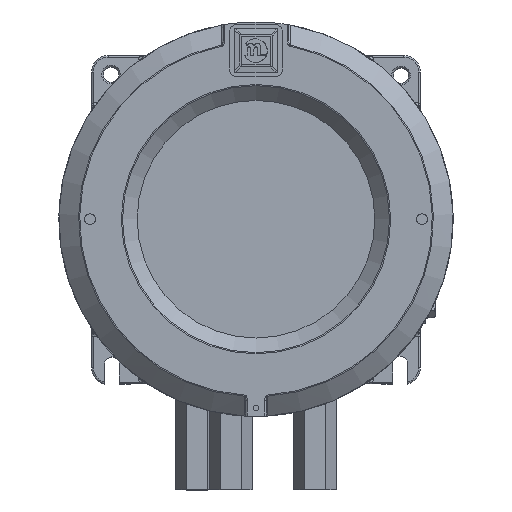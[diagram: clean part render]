
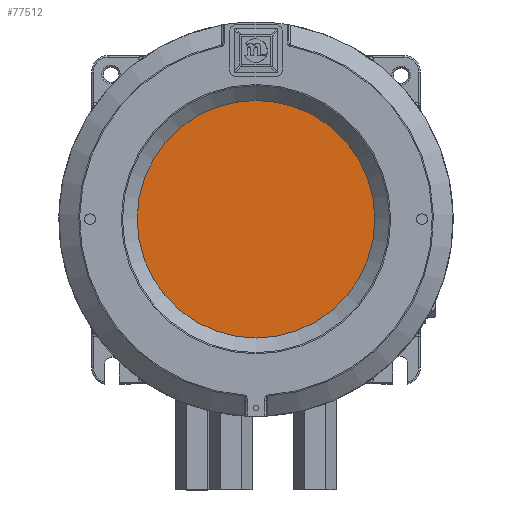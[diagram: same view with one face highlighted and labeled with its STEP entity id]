
A CAD part, top view. The second image highlights one B-rep face of the part: STEP entity #77512.
In plain terms, the highlighted planar face has unit normal (0, 0, 1).
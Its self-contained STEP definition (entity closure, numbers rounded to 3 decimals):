
#661=PLANE('',#81263);
#18266=ORIENTED_EDGE('',*,*,#33258,.T.);
#33258=EDGE_CURVE('',#46098,#46098,#40666,.T.);
#40666=CIRCLE('',#81264,70.5);
#41872=EDGE_LOOP('',(#18266));
#46098=VERTEX_POINT('',#106151);
#51289=FACE_BOUND('',#41872,.T.);
#77512=ADVANCED_FACE('',(#51289),#661,.F.);
#81263=AXIS2_PLACEMENT_3D('',#106149,#86570,#86571);
#81264=AXIS2_PLACEMENT_3D('',#106150,#86572,#86573);
#86570=DIRECTION('',(0.,0.,-1.));
#86571=DIRECTION('',(-1.,0.,0.));
#86572=DIRECTION('',(0.,0.,1.));
#86573=DIRECTION('',(1.,0.,0.));
#106149=CARTESIAN_POINT('',(0.,0.,8.));
#106150=CARTESIAN_POINT('',(0.,0.,8.));
#106151=CARTESIAN_POINT('',(70.5,0.,8.));
